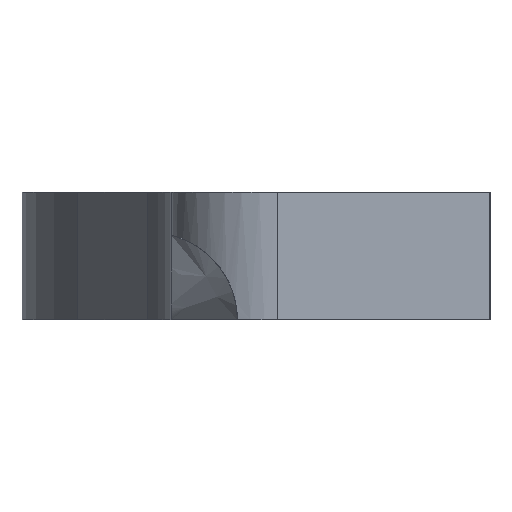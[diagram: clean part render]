
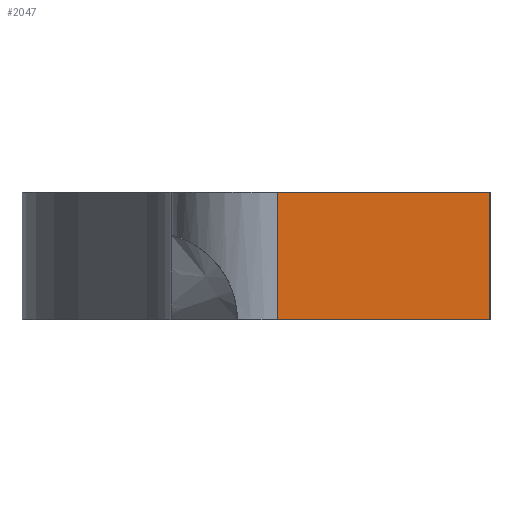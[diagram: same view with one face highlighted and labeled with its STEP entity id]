
A CAD part, left-side view. The second image highlights one B-rep face of the part: STEP entity #2047.
In plain terms, the highlighted planar face has unit normal (-1, 0, 0).
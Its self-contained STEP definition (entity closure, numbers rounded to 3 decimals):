
#114 = PLANE('',#115);
#115 = AXIS2_PLACEMENT_3D('',#116,#117,#118);
#116 = CARTESIAN_POINT('',(0.,-65.022,16.));
#117 = DIRECTION('',(0.,0.,1.));
#118 = DIRECTION('',(0.,1.,0.));
#142 = CYLINDRICAL_SURFACE('',#143,5.);
#143 = AXIS2_PLACEMENT_3D('',#144,#145,#146);
#144 = CARTESIAN_POINT('',(-32.2,-66.,10.));
#145 = DIRECTION('',(-0.,-0.,-1.));
#146 = DIRECTION('',(1.,0.,0.));
#218 = PLANE('',#219);
#219 = AXIS2_PLACEMENT_3D('',#220,#221,#222);
#220 = CARTESIAN_POINT('',(0.,-65.022,10.));
#221 = DIRECTION('',(0.,0.,1.));
#222 = DIRECTION('',(0.,1.,0.));
#404 = VERTEX_POINT('',#405);
#405 = CARTESIAN_POINT('',(-37.2,-66.,16.));
#427 = EDGE_CURVE('',#428,#404,#430,.T.);
#428 = VERTEX_POINT('',#429);
#429 = CARTESIAN_POINT('',(-37.2,-66.,10.));
#430 = SURFACE_CURVE('',#431,(#435,#442),.PCURVE_S1.);
#431 = LINE('',#432,#433);
#432 = CARTESIAN_POINT('',(-37.2,-66.,10.));
#433 = VECTOR('',#434,1.);
#434 = DIRECTION('',(0.,0.,1.));
#435 = PCURVE('',#142,#436);
#436 = DEFINITIONAL_REPRESENTATION('',(#437),#441);
#437 = LINE('',#438,#439);
#438 = CARTESIAN_POINT('',(-3.142,0.));
#439 = VECTOR('',#440,1.);
#440 = DIRECTION('',(-0.,-1.));
#441 = ( GEOMETRIC_REPRESENTATION_CONTEXT(2) 
PARAMETRIC_REPRESENTATION_CONTEXT() REPRESENTATION_CONTEXT('2D SPACE',''
  ) );
#442 = PCURVE('',#443,#448);
#443 = PLANE('',#444);
#444 = AXIS2_PLACEMENT_3D('',#445,#446,#447);
#445 = CARTESIAN_POINT('',(-37.2,-66.,10.));
#446 = DIRECTION('',(1.,0.,0.));
#447 = DIRECTION('',(0.,-1.,0.));
#448 = DEFINITIONAL_REPRESENTATION('',(#449),#453);
#449 = LINE('',#450,#451);
#450 = CARTESIAN_POINT('',(0.,0.));
#451 = VECTOR('',#452,1.);
#452 = DIRECTION('',(0.,-1.));
#453 = ( GEOMETRIC_REPRESENTATION_CONTEXT(2) 
PARAMETRIC_REPRESENTATION_CONTEXT() REPRESENTATION_CONTEXT('2D SPACE',''
  ) );
#482 = EDGE_CURVE('',#404,#483,#485,.T.);
#483 = VERTEX_POINT('',#484);
#484 = CARTESIAN_POINT('',(-37.2,-75.943,16.));
#485 = SURFACE_CURVE('',#486,(#490,#497),.PCURVE_S1.);
#486 = LINE('',#487,#488);
#487 = CARTESIAN_POINT('',(-37.2,-66.,16.));
#488 = VECTOR('',#489,1.);
#489 = DIRECTION('',(0.,-1.,0.));
#490 = PCURVE('',#114,#491);
#491 = DEFINITIONAL_REPRESENTATION('',(#492),#496);
#492 = LINE('',#493,#494);
#493 = CARTESIAN_POINT('',(-0.978,37.2));
#494 = VECTOR('',#495,1.);
#495 = DIRECTION('',(-1.,0.));
#496 = ( GEOMETRIC_REPRESENTATION_CONTEXT(2) 
PARAMETRIC_REPRESENTATION_CONTEXT() REPRESENTATION_CONTEXT('2D SPACE',''
  ) );
#497 = PCURVE('',#443,#498);
#498 = DEFINITIONAL_REPRESENTATION('',(#499),#503);
#499 = LINE('',#500,#501);
#500 = CARTESIAN_POINT('',(0.,-6.));
#501 = VECTOR('',#502,1.);
#502 = DIRECTION('',(1.,0.));
#503 = ( GEOMETRIC_REPRESENTATION_CONTEXT(2) 
PARAMETRIC_REPRESENTATION_CONTEXT() REPRESENTATION_CONTEXT('2D SPACE',''
  ) );
#521 = PLANE('',#522);
#522 = AXIS2_PLACEMENT_3D('',#523,#524,#525);
#523 = CARTESIAN_POINT('',(-37.2,-75.943,10.));
#524 = DIRECTION('',(0.,1.,0.));
#525 = DIRECTION('',(1.,0.,0.));
#1527 = EDGE_CURVE('',#428,#1528,#1530,.T.);
#1528 = VERTEX_POINT('',#1529);
#1529 = CARTESIAN_POINT('',(-37.2,-75.943,10.));
#1530 = SURFACE_CURVE('',#1531,(#1535,#1542),.PCURVE_S1.);
#1531 = LINE('',#1532,#1533);
#1532 = CARTESIAN_POINT('',(-37.2,-66.,10.));
#1533 = VECTOR('',#1534,1.);
#1534 = DIRECTION('',(0.,-1.,0.));
#1535 = PCURVE('',#218,#1536);
#1536 = DEFINITIONAL_REPRESENTATION('',(#1537),#1541);
#1537 = LINE('',#1538,#1539);
#1538 = CARTESIAN_POINT('',(-0.978,37.2));
#1539 = VECTOR('',#1540,1.);
#1540 = DIRECTION('',(-1.,0.));
#1541 = ( GEOMETRIC_REPRESENTATION_CONTEXT(2) 
PARAMETRIC_REPRESENTATION_CONTEXT() REPRESENTATION_CONTEXT('2D SPACE',''
  ) );
#1542 = PCURVE('',#443,#1543);
#1543 = DEFINITIONAL_REPRESENTATION('',(#1544),#1548);
#1544 = LINE('',#1545,#1546);
#1545 = CARTESIAN_POINT('',(0.,0.));
#1546 = VECTOR('',#1547,1.);
#1547 = DIRECTION('',(1.,0.));
#1548 = ( GEOMETRIC_REPRESENTATION_CONTEXT(2) 
PARAMETRIC_REPRESENTATION_CONTEXT() REPRESENTATION_CONTEXT('2D SPACE',''
  ) );
#2047 = ADVANCED_FACE('',(#2048),#443,.F.);
#2048 = FACE_BOUND('',#2049,.F.);
#2049 = EDGE_LOOP('',(#2050,#2051,#2052,#2073));
#2050 = ORIENTED_EDGE('',*,*,#427,.T.);
#2051 = ORIENTED_EDGE('',*,*,#482,.T.);
#2052 = ORIENTED_EDGE('',*,*,#2053,.F.);
#2053 = EDGE_CURVE('',#1528,#483,#2054,.T.);
#2054 = SURFACE_CURVE('',#2055,(#2059,#2066),.PCURVE_S1.);
#2055 = LINE('',#2056,#2057);
#2056 = CARTESIAN_POINT('',(-37.2,-75.943,10.));
#2057 = VECTOR('',#2058,1.);
#2058 = DIRECTION('',(0.,0.,1.));
#2059 = PCURVE('',#443,#2060);
#2060 = DEFINITIONAL_REPRESENTATION('',(#2061),#2065);
#2061 = LINE('',#2062,#2063);
#2062 = CARTESIAN_POINT('',(9.943,0.));
#2063 = VECTOR('',#2064,1.);
#2064 = DIRECTION('',(0.,-1.));
#2065 = ( GEOMETRIC_REPRESENTATION_CONTEXT(2) 
PARAMETRIC_REPRESENTATION_CONTEXT() REPRESENTATION_CONTEXT('2D SPACE',''
  ) );
#2066 = PCURVE('',#521,#2067);
#2067 = DEFINITIONAL_REPRESENTATION('',(#2068),#2072);
#2068 = LINE('',#2069,#2070);
#2069 = CARTESIAN_POINT('',(0.,0.));
#2070 = VECTOR('',#2071,1.);
#2071 = DIRECTION('',(0.,-1.));
#2072 = ( GEOMETRIC_REPRESENTATION_CONTEXT(2) 
PARAMETRIC_REPRESENTATION_CONTEXT() REPRESENTATION_CONTEXT('2D SPACE',''
  ) );
#2073 = ORIENTED_EDGE('',*,*,#1527,.F.);
